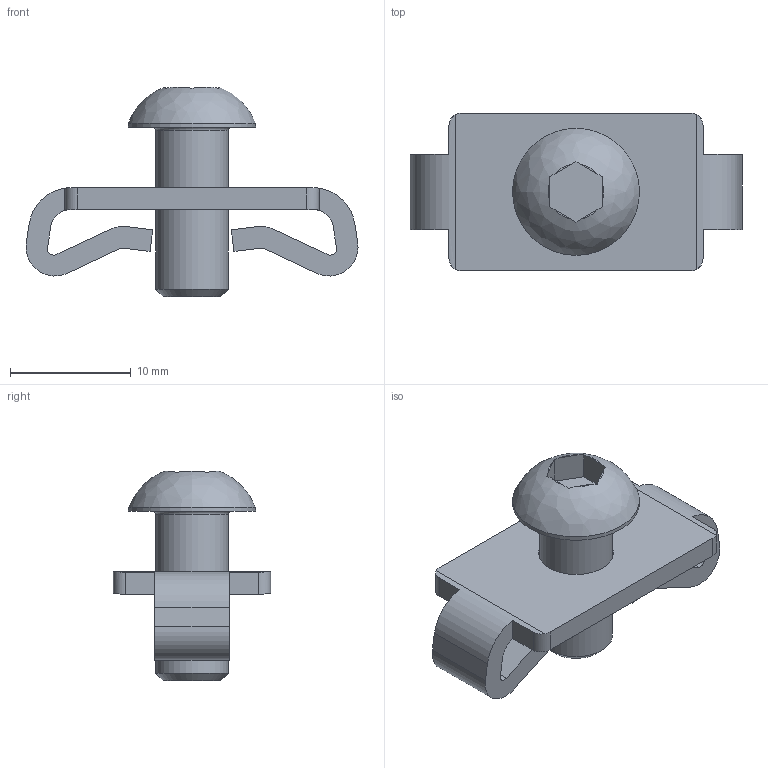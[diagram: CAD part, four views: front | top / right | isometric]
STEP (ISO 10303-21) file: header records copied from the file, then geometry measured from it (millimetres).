
FILE_DESCRIPTION(/* description */ (''),/* implementation_level */ '2;1');
FILE_NAME(/* name */ '11443_KriTec_Standardverbindungssatz_6_VA_rostfrei.stp',/* time_stamp */ '2018-03-12T09:40:34+01:00',/* author */ ('Steiner'),/* organization */ (''),/* preprocessor_version */ 'ST-DEVELOPER v16.1',/* originating_system */ 'Autodesk Inventor 2016',/* authorisation */ '');
FILE_SCHEMA (('CONFIG_CONTROL_DESIGN'));
Length unit declared in the file: millimetre
Products named in the file (3): Standardverbindungssatz 61; Standardverbindungssatz 62; 11443_KriTec Standardverbindungssatz 6
Assembly tree (2 placements, depth 2):
  11443_KriTec Standardverbindungssatz 6
    Standardverbindungssatz 61
    Standardverbindungssatz 62
Bounding box: 27.45 x 13 x 17.3 mm (x, y, z)
Volume: 1343.4 mm3; surface area: 1658.3 mm2
Topology: 2 solids, 2 shells, 63 faces, 173 edges, 115 vertices
Faces by surface type: plane 41, cylinder 19, bspline 1, torus 1, cone 1
Full cylindrical faces by diameter (mm): 6 x1, 6.2 x1, 10.5 x1
Entity records: 2146 total; most frequent: CARTESIAN_POINT 493, ORIENTED_EDGE 334, DIRECTION 328, EDGE_CURVE 167, AXIS2_PLACEMENT_3D 115, VERTEX_POINT 114, LINE 98, VECTOR 98
